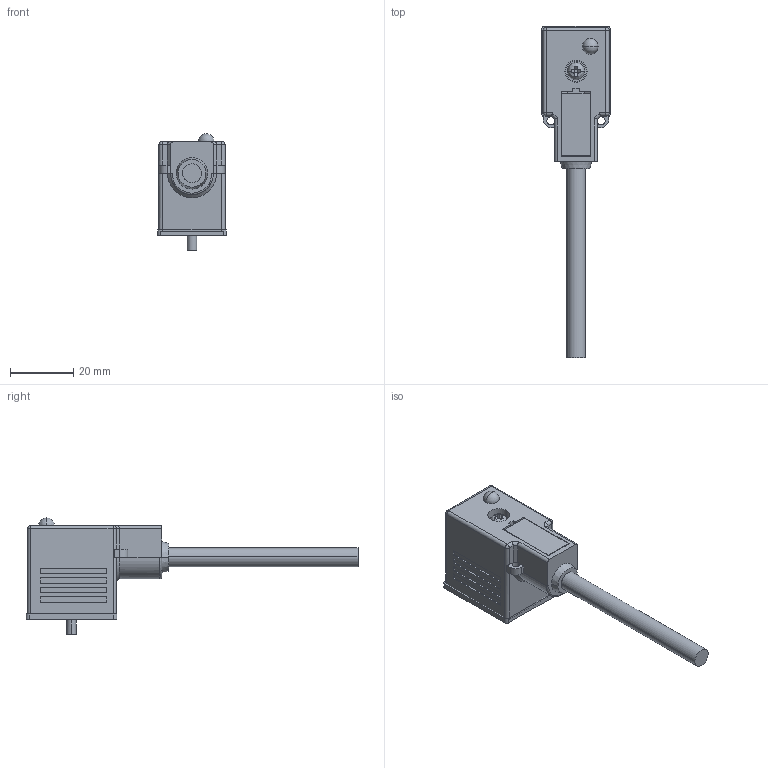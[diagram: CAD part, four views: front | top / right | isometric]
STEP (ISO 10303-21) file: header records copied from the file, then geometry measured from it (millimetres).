
FILE_DESCRIPTION (( 'STEP AP203' ), '1' );
FILE_NAME ('VBI21R-024-M-L.STEP', '2025-04-10T03:00:41', ( '' ), ( '' ), 'SwSTEP 2.0', 'SolidWorks 2018', '' );
FILE_SCHEMA (( 'CONFIG_CONTROL_DESIGN' ));
Length unit declared in the file: millimetre
Products named in the file (1): VBI21R-024-M-L
Bounding box: 21.8 x 105.3 x 36.9 mm (x, y, z)
Volume: 19735 mm3; surface area: 11326.2 mm2
Topology: 5 solids, 13 shells, 605 faces, 1525 edges, 958 vertices
Faces by surface type: plane 416, cylinder 148, sphere 18, cone 18, torus 3, bspline 2
Entity records: 17972 total; most frequent: CARTESIAN_POINT 3338, ORIENTED_EDGE 3010, DIRECTION 3003, EDGE_CURVE 1505, LINE 1121, VECTOR 1121, VERTEX_POINT 956, AXIS2_PLACEMENT_3D 941
